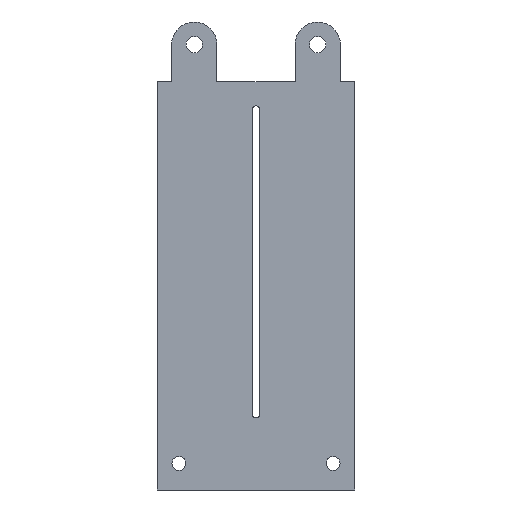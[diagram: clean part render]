
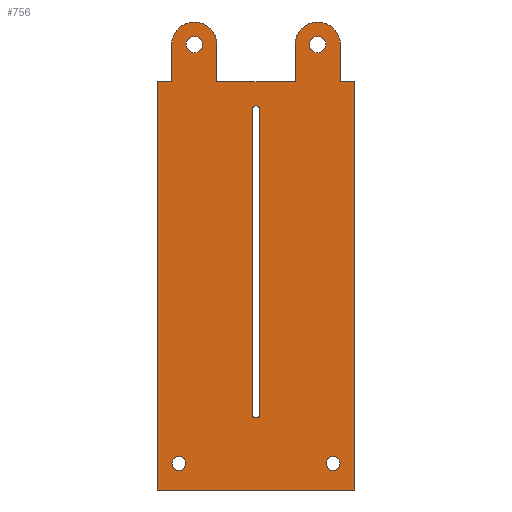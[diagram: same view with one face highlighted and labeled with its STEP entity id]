
A CAD part, front view. The second image highlights one B-rep face of the part: STEP entity #756.
In plain terms, the highlighted planar face has unit normal (0, -1, 0).
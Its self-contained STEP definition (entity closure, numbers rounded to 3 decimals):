
#87=FACE_BOUND('',#188,.T.);
#88=FACE_BOUND('',#189,.T.);
#89=FACE_BOUND('',#190,.T.);
#90=FACE_BOUND('',#191,.T.);
#91=FACE_BOUND('',#192,.T.);
#112=PLANE('',#843);
#147=FACE_OUTER_BOUND('',#187,.T.);
#187=EDGE_LOOP('',(#684,#685,#686,#687,#688,#689,#690,#691,#692,#693,#694,
#695));
#188=EDGE_LOOP('',(#696));
#189=EDGE_LOOP('',(#697));
#190=EDGE_LOOP('',(#698));
#191=EDGE_LOOP('',(#699));
#192=EDGE_LOOP('',(#700,#701,#702,#703));
#207=LINE('',#1106,#273);
#226=LINE('',#1173,#292);
#229=LINE('',#1184,#295);
#234=LINE('',#1199,#300);
#239=LINE('',#1212,#305);
#242=LINE('',#1218,#308);
#244=LINE('',#1221,#310);
#245=LINE('',#1224,#311);
#249=LINE('',#1232,#315);
#254=LINE('',#1246,#320);
#257=LINE('',#1253,#323);
#259=LINE('',#1256,#325);
#273=VECTOR('',#888,10.);
#292=VECTOR('',#963,10.);
#295=VECTOR('',#974,10.);
#300=VECTOR('',#987,10.);
#305=VECTOR('',#1000,10.);
#308=VECTOR('',#1005,10.);
#310=VECTOR('',#1009,10.);
#311=VECTOR('',#1012,10.);
#315=VECTOR('',#1018,10.);
#320=VECTOR('',#1035,10.);
#323=VECTOR('',#1042,10.);
#325=VECTOR('',#1046,10.);
#338=CIRCLE('',#810,1.45);
#340=CIRCLE('',#813,1.45);
#343=CIRCLE('',#817,4.7);
#345=CIRCLE('',#821,1.7);
#347=CIRCLE('',#825,4.7);
#349=CIRCLE('',#829,1.7);
#351=CIRCLE('',#837,0.75);
#352=CIRCLE('',#839,0.75);
#376=VERTEX_POINT('',#1103);
#377=VERTEX_POINT('',#1105);
#388=VERTEX_POINT('',#1148);
#390=VERTEX_POINT('',#1154);
#394=VERTEX_POINT('',#1163);
#395=VERTEX_POINT('',#1165);
#397=VERTEX_POINT('',#1171);
#399=VERTEX_POINT('',#1177);
#401=VERTEX_POINT('',#1183);
#404=VERTEX_POINT('',#1190);
#405=VERTEX_POINT('',#1192);
#407=VERTEX_POINT('',#1198);
#409=VERTEX_POINT('',#1204);
#411=VERTEX_POINT('',#1210);
#413=VERTEX_POINT('',#1216);
#414=VERTEX_POINT('',#1223);
#416=VERTEX_POINT('',#1229);
#417=VERTEX_POINT('',#1231);
#420=VERTEX_POINT('',#1244);
#422=VERTEX_POINT('',#1252);
#441=EDGE_CURVE('',#377,#376,#207,.T.);
#463=EDGE_CURVE('',#388,#388,#338,.T.);
#466=EDGE_CURVE('',#390,#390,#340,.T.);
#471=EDGE_CURVE('',#395,#394,#343,.T.);
#475=EDGE_CURVE('',#394,#397,#226,.T.);
#478=EDGE_CURVE('',#399,#399,#345,.T.);
#480=EDGE_CURVE('',#401,#395,#229,.T.);
#484=EDGE_CURVE('',#405,#404,#347,.T.);
#487=EDGE_CURVE('',#407,#405,#234,.T.);
#491=EDGE_CURVE('',#409,#409,#349,.T.);
#494=EDGE_CURVE('',#404,#411,#239,.T.);
#497=EDGE_CURVE('',#411,#413,#242,.T.);
#499=EDGE_CURVE('',#397,#407,#244,.T.);
#500=EDGE_CURVE('',#414,#401,#245,.T.);
#504=EDGE_CURVE('',#417,#416,#249,.T.);
#508=EDGE_CURVE('',#376,#417,#351,.T.);
#509=EDGE_CURVE('',#416,#377,#352,.T.);
#512=EDGE_CURVE('',#420,#413,#254,.T.);
#515=EDGE_CURVE('',#422,#414,#257,.T.);
#517=EDGE_CURVE('',#420,#422,#259,.T.);
#684=ORIENTED_EDGE('',*,*,#500,.T.);
#685=ORIENTED_EDGE('',*,*,#480,.T.);
#686=ORIENTED_EDGE('',*,*,#471,.T.);
#687=ORIENTED_EDGE('',*,*,#475,.T.);
#688=ORIENTED_EDGE('',*,*,#499,.T.);
#689=ORIENTED_EDGE('',*,*,#487,.T.);
#690=ORIENTED_EDGE('',*,*,#484,.T.);
#691=ORIENTED_EDGE('',*,*,#494,.T.);
#692=ORIENTED_EDGE('',*,*,#497,.T.);
#693=ORIENTED_EDGE('',*,*,#512,.F.);
#694=ORIENTED_EDGE('',*,*,#517,.T.);
#695=ORIENTED_EDGE('',*,*,#515,.T.);
#696=ORIENTED_EDGE('',*,*,#463,.T.);
#697=ORIENTED_EDGE('',*,*,#466,.T.);
#698=ORIENTED_EDGE('',*,*,#478,.T.);
#699=ORIENTED_EDGE('',*,*,#491,.T.);
#700=ORIENTED_EDGE('',*,*,#441,.T.);
#701=ORIENTED_EDGE('',*,*,#508,.T.);
#702=ORIENTED_EDGE('',*,*,#504,.T.);
#703=ORIENTED_EDGE('',*,*,#509,.T.);
#756=ADVANCED_FACE('',(#147,#87,#88,#89,#90,#91),#112,.T.);
#810=AXIS2_PLACEMENT_3D('',#1149,#939,#940);
#813=AXIS2_PLACEMENT_3D('',#1155,#946,#947);
#817=AXIS2_PLACEMENT_3D('',#1166,#956,#957);
#821=AXIS2_PLACEMENT_3D('',#1179,#969,#970);
#825=AXIS2_PLACEMENT_3D('',#1193,#981,#982);
#829=AXIS2_PLACEMENT_3D('',#1206,#994,#995);
#837=AXIS2_PLACEMENT_3D('',#1238,#1025,#1026);
#839=AXIS2_PLACEMENT_3D('',#1240,#1029,#1030);
#843=AXIS2_PLACEMENT_3D('',#1255,#1044,#1045);
#888=DIRECTION('',(0.,0.,-1.));
#939=DIRECTION('center_axis',(0.,1.,0.));
#940=DIRECTION('ref_axis',(1.,0.,0.));
#946=DIRECTION('center_axis',(0.,1.,0.));
#947=DIRECTION('ref_axis',(1.,0.,0.));
#956=DIRECTION('center_axis',(0.,-1.,0.));
#957=DIRECTION('ref_axis',(1.,0.,0.));
#963=DIRECTION('',(0.,0.,-1.));
#969=DIRECTION('center_axis',(0.,1.,0.));
#970=DIRECTION('ref_axis',(-1.,0.,0.));
#974=DIRECTION('',(0.,0.,1.));
#981=DIRECTION('center_axis',(0.,-1.,0.));
#982=DIRECTION('ref_axis',(1.,0.,0.));
#987=DIRECTION('',(0.,0.,1.));
#994=DIRECTION('center_axis',(0.,1.,0.));
#995=DIRECTION('ref_axis',(-1.,0.,0.));
#1000=DIRECTION('',(0.,0.,-1.));
#1005=DIRECTION('',(-1.,0.,0.));
#1009=DIRECTION('',(-1.,0.,0.));
#1012=DIRECTION('',(-1.,0.,0.));
#1018=DIRECTION('',(0.,0.,1.));
#1025=DIRECTION('center_axis',(0.,1.,0.));
#1026=DIRECTION('ref_axis',(-1.,0.,0.));
#1029=DIRECTION('center_axis',(0.,1.,0.));
#1030=DIRECTION('ref_axis',(1.,0.,0.));
#1035=DIRECTION('',(0.,0.,1.));
#1042=DIRECTION('',(0.,0.,1.));
#1044=DIRECTION('center_axis',(0.,-1.,0.));
#1045=DIRECTION('ref_axis',(1.,0.,0.));
#1046=DIRECTION('',(1.,0.,0.));
#1103=CARTESIAN_POINT('',(0.75,-2.,15.7));
#1105=CARTESIAN_POINT('',(0.75,-2.,78.95));
#1106=CARTESIAN_POINT('',(0.75,-2.,39.475));
#1148=CARTESIAN_POINT('',(14.55,-2.,5.5));
#1149=CARTESIAN_POINT('Origin',(16.,-2.,5.5));
#1154=CARTESIAN_POINT('',(-17.45,-2.,5.5));
#1155=CARTESIAN_POINT('Origin',(-16.,-2.,5.5));
#1163=CARTESIAN_POINT('',(8.1,-2.,92.4));
#1165=CARTESIAN_POINT('',(17.5,-2.,92.4));
#1166=CARTESIAN_POINT('Origin',(12.8,-2.,92.4));
#1171=CARTESIAN_POINT('',(8.1,-2.,84.7));
#1173=CARTESIAN_POINT('',(8.1,-2.,97.1));
#1177=CARTESIAN_POINT('',(14.5,-2.,92.4));
#1179=CARTESIAN_POINT('Origin',(12.8,-2.,92.4));
#1183=CARTESIAN_POINT('',(17.5,-2.,84.7));
#1184=CARTESIAN_POINT('',(17.5,-2.,84.7));
#1190=CARTESIAN_POINT('',(-17.5,-2.,92.4));
#1192=CARTESIAN_POINT('',(-8.1,-2.,92.4));
#1193=CARTESIAN_POINT('Origin',(-12.8,-2.,92.4));
#1198=CARTESIAN_POINT('',(-8.1,-2.,84.7));
#1199=CARTESIAN_POINT('',(-8.1,-2.,84.7));
#1204=CARTESIAN_POINT('',(-11.1,-2.,92.4));
#1206=CARTESIAN_POINT('Origin',(-12.8,-2.,92.4));
#1210=CARTESIAN_POINT('',(-17.5,-2.,84.7));
#1212=CARTESIAN_POINT('',(-17.5,-2.,97.1));
#1216=CARTESIAN_POINT('',(-20.5,-2.,84.7));
#1218=CARTESIAN_POINT('',(-10.25,-2.,84.7));
#1221=CARTESIAN_POINT('',(-10.25,-2.,84.7));
#1223=CARTESIAN_POINT('',(20.5,-2.,84.7));
#1224=CARTESIAN_POINT('',(-10.25,-2.,84.7));
#1229=CARTESIAN_POINT('',(-0.75,-2.,78.95));
#1231=CARTESIAN_POINT('',(-0.75,-2.,15.7));
#1232=CARTESIAN_POINT('',(-0.75,-2.,7.85));
#1238=CARTESIAN_POINT('Origin',(0.,-2.,
15.7));
#1240=CARTESIAN_POINT('Origin',(0.,-2.,
78.95));
#1244=CARTESIAN_POINT('',(-20.5,-2.,0.));
#1246=CARTESIAN_POINT('',(-20.5,-2.,0.));
#1252=CARTESIAN_POINT('',(20.5,-2.,0.));
#1253=CARTESIAN_POINT('',(20.5,-2.,0.));
#1255=CARTESIAN_POINT('Origin',(-20.5,-2.,0.));
#1256=CARTESIAN_POINT('',(-20.5,-2.,0.));
